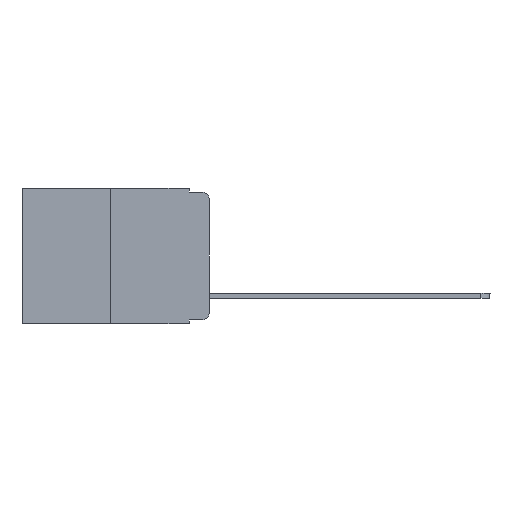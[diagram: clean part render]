
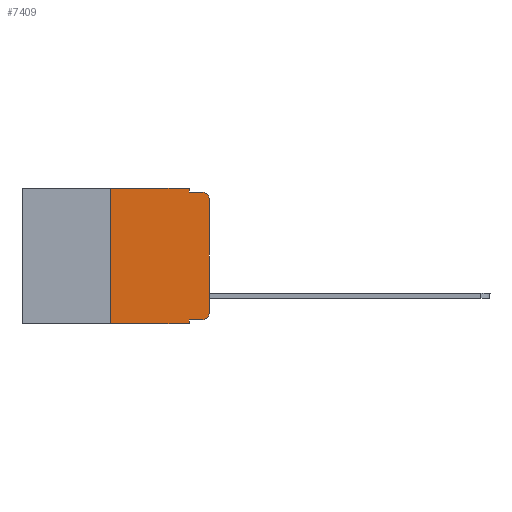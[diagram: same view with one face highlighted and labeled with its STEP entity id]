
A CAD part, left-side view. The second image highlights one B-rep face of the part: STEP entity #7409.
In plain terms, the highlighted planar face has unit normal (-1, 0, 0).
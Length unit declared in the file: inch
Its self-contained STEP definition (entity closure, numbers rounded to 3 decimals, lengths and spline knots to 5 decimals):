
#239 = ORIENTED_EDGE ( 'NONE', *, *, #7835, .T. ) ;
#286 = VERTEX_POINT ( 'NONE', #7453 ) ;
#366 = VECTOR ( 'NONE', #2061, 39.37008 ) ;
#608 = ORIENTED_EDGE ( 'NONE', *, *, #5919, .F. ) ;
#710 = LINE ( 'NONE', #4749, #9626 ) ;
#781 = AXIS2_PLACEMENT_3D ( 'NONE', #1227, #5136, #8749 ) ;
#849 = CARTESIAN_POINT ( 'NONE',  ( 0., 0.02, -0.313 ) ) ;
#1004 = CARTESIAN_POINT ( 'NONE',  ( 0., 0.25, -0.343 ) ) ;
#1210 = EDGE_CURVE ( 'NONE', #8935, #3149, #10012, .T. ) ;
#1227 = CARTESIAN_POINT ( 'NONE',  ( 0., 0.02, -0.03 ) ) ;
#1478 = CARTESIAN_POINT ( 'NONE',  ( 0., 0.051, -0.01 ) ) ;
#1575 = CARTESIAN_POINT ( 'NONE',  ( 0., 0.02, -0.01 ) ) ;
#1806 = VERTEX_POINT ( 'NONE', #5135 ) ;
#1888 = VERTEX_POINT ( 'NONE', #1575 ) ;
#2061 = DIRECTION ( 'NONE',  ( 0., 0., 1. ) ) ;
#2067 = AXIS2_PLACEMENT_3D ( 'NONE', #849, #11716, #3527 ) ;
#2622 = VERTEX_POINT ( 'NONE', #10065 ) ;
#2811 = CARTESIAN_POINT ( 'NONE',  ( 0., 0.473, -0.343 ) ) ;
#2911 = CARTESIAN_POINT ( 'NONE',  ( 0., 0.25, 0. ) ) ;
#3148 = ORIENTED_EDGE ( 'NONE', *, *, #7857, .T. ) ;
#3149 = VERTEX_POINT ( 'NONE', #2911 ) ;
#3281 = VECTOR ( 'NONE', #11076, 39.37008 ) ;
#3527 = DIRECTION ( 'NONE',  ( 0., 0., -1. ) ) ;
#3534 = DIRECTION ( 'NONE',  ( 0., -1., 0. ) ) ;
#3573 = VERTEX_POINT ( 'NONE', #1478 ) ;
#3689 = ORIENTED_EDGE ( 'NONE', *, *, #1210, .F. ) ;
#3750 = VERTEX_POINT ( 'NONE', #4878 ) ;
#3864 = VERTEX_POINT ( 'NONE', #8656 ) ;
#3939 = VERTEX_POINT ( 'NONE', #9572 ) ;
#4133 = ORIENTED_EDGE ( 'NONE', *, *, #8672, .F. ) ;
#4499 = ORIENTED_EDGE ( 'NONE', *, *, #10837, .F. ) ;
#4636 = VECTOR ( 'NONE', #11455, 39.37008 ) ;
#4699 = LINE ( 'NONE', #10931, #3281 ) ;
#4749 = CARTESIAN_POINT ( 'NONE',  ( 0., 0.051, -0.01 ) ) ;
#4878 = CARTESIAN_POINT ( 'NONE',  ( 0., 0., -0.313 ) ) ;
#5015 = DIRECTION ( 'NONE',  ( 0., -1., 0. ) ) ;
#5135 = CARTESIAN_POINT ( 'NONE',  ( 0., 0.051, 0. ) ) ;
#5136 = DIRECTION ( 'NONE',  ( -1., 0., 0. ) ) ;
#5202 = EDGE_CURVE ( 'NONE', #2622, #286, #4699, .T. ) ;
#5203 = LINE ( 'NONE', #5754, #366 ) ;
#5229 = CARTESIAN_POINT ( 'NONE',  ( 0., 0.051, 0. ) ) ;
#5348 = DIRECTION ( 'NONE',  ( 0., 0., -1. ) ) ;
#5754 = CARTESIAN_POINT ( 'NONE',  ( 0., 0., 0. ) ) ;
#5759 = CIRCLE ( 'NONE', #781, 0.02 ) ;
#5919 = EDGE_CURVE ( 'NONE', #3573, #1888, #710, .T. ) ;
#6082 = PLANE ( 'NONE',  #7839 ) ;
#6289 = LINE ( 'NONE', #5229, #9397 ) ;
#6666 = ORIENTED_EDGE ( 'NONE', *, *, #7534, .T. ) ;
#6847 = CARTESIAN_POINT ( 'NONE',  ( 0., 0.051, -0.333 ) ) ;
#6873 = VECTOR ( 'NONE', #10907, 39.37008 ) ;
#7409 = ADVANCED_FACE ( 'NONE', ( #8875 ), #6082, .F. ) ;
#7453 = CARTESIAN_POINT ( 'NONE',  ( 0., 0.051, -0.343 ) ) ;
#7534 = EDGE_CURVE ( 'NONE', #3864, #1888, #5759, .T. ) ;
#7645 = EDGE_CURVE ( 'NONE', #3939, #3750, #10882, .T. ) ;
#7725 = VECTOR ( 'NONE', #11591, 39.37008 ) ;
#7813 = EDGE_LOOP ( 'NONE', ( #239, #6666, #608, #4499, #4133, #3689, #8729, #8626, #3148, #7983 ) ) ;
#7835 = EDGE_CURVE ( 'NONE', #3750, #3864, #5203, .T. ) ;
#7839 = AXIS2_PLACEMENT_3D ( 'NONE', #10701, #8079, #8891 ) ;
#7857 = EDGE_CURVE ( 'NONE', #2622, #3939, #11573, .T. ) ;
#7983 = ORIENTED_EDGE ( 'NONE', *, *, #7645, .T. ) ;
#8030 = CARTESIAN_POINT ( 'NONE',  ( 0., 0.25, 0. ) ) ;
#8079 = DIRECTION ( 'NONE',  ( 1., 0., 0. ) ) ;
#8626 = ORIENTED_EDGE ( 'NONE', *, *, #5202, .F. ) ;
#8656 = CARTESIAN_POINT ( 'NONE',  ( 0., 0., -0.03 ) ) ;
#8672 = EDGE_CURVE ( 'NONE', #3149, #1806, #10320, .T. ) ;
#8729 = ORIENTED_EDGE ( 'NONE', *, *, #9925, .T. ) ;
#8749 = DIRECTION ( 'NONE',  ( 0., 0., -1. ) ) ;
#8875 = FACE_OUTER_BOUND ( 'NONE', #7813, .T. ) ;
#8891 = DIRECTION ( 'NONE',  ( 0., 0., -1. ) ) ;
#8935 = VERTEX_POINT ( 'NONE', #1004 ) ;
#9278 = LINE ( 'NONE', #2811, #6873 ) ;
#9397 = VECTOR ( 'NONE', #5348, 39.37008 ) ;
#9572 = CARTESIAN_POINT ( 'NONE',  ( 0., 0.02, -0.333 ) ) ;
#9626 = VECTOR ( 'NONE', #5015, 39.37008 ) ;
#9756 = VECTOR ( 'NONE', #3534, 39.37008 ) ;
#9925 = EDGE_CURVE ( 'NONE', #8935, #286, #9278, .T. ) ;
#10012 = LINE ( 'NONE', #8030, #7725 ) ;
#10065 = CARTESIAN_POINT ( 'NONE',  ( 0., 0.051, -0.333 ) ) ;
#10320 = LINE ( 'NONE', #10996, #9756 ) ;
#10701 = CARTESIAN_POINT ( 'NONE',  ( 0., 0.473, 0. ) ) ;
#10837 = EDGE_CURVE ( 'NONE', #1806, #3573, #6289, .T. ) ;
#10882 = CIRCLE ( 'NONE', #2067, 0.02 ) ;
#10907 = DIRECTION ( 'NONE',  ( 0., -1., 0. ) ) ;
#10931 = CARTESIAN_POINT ( 'NONE',  ( 0., 0.051, 0. ) ) ;
#10996 = CARTESIAN_POINT ( 'NONE',  ( 0., 0.473, 0. ) ) ;
#11076 = DIRECTION ( 'NONE',  ( 0., 0., -1. ) ) ;
#11455 = DIRECTION ( 'NONE',  ( 0., -1., 0. ) ) ;
#11573 = LINE ( 'NONE', #6847, #4636 ) ;
#11591 = DIRECTION ( 'NONE',  ( 0., 0., 1. ) ) ;
#11716 = DIRECTION ( 'NONE',  ( -1., 0., 0. ) ) ;
